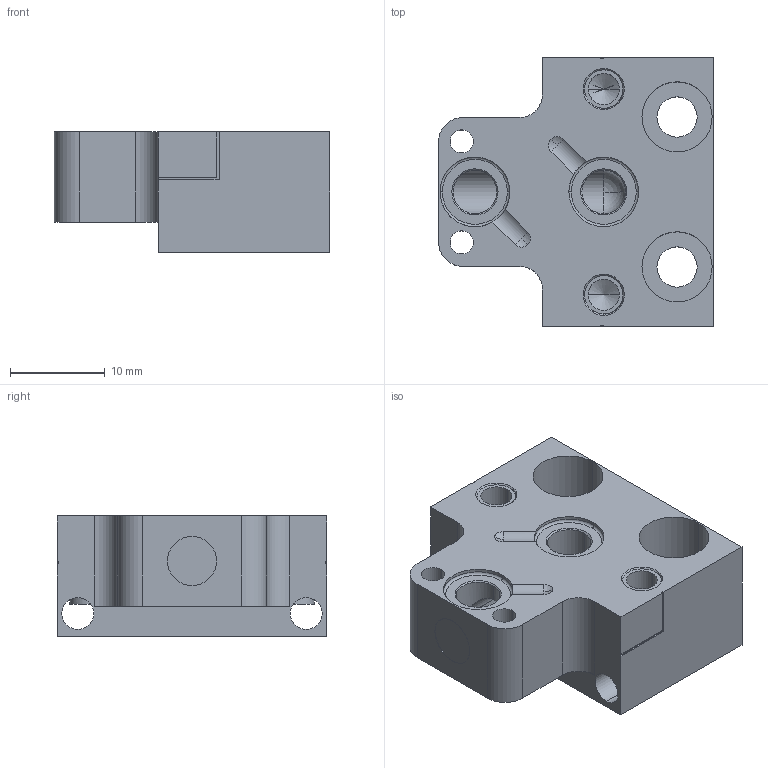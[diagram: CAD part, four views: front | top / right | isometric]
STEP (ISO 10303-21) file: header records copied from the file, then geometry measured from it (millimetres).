
FILE_DESCRIPTION (( 'STEP AP214' ), '1' );
FILE_NAME ('101000092558.STEP', '2025-11-04T07:17:48', ( 'Microsoft' ), ( 'Microsoft' ), 'SwSTEP 2.0', 'SolidWorks 2025', '' );
FILE_SCHEMA (( 'AUTOMOTIVE_DESIGN' ));
Length unit declared in the file: millimetre
Products named in the file (1): 101000092558
Bounding box: 29.08 x 28.45 x 12.7 mm (x, y, z)
Volume: 6397.5 mm3; surface area: 4368.8 mm2
Topology: 1 solids, 1 shells, 187 faces, 497 edges, 315 vertices
Faces by surface type: cylinder 111, plane 38, cone 20, bspline 8, sphere 6, torus 4
Entity records: 9459 total; most frequent: CARTESIAN_POINT 5162, ORIENTED_EDGE 974, DIRECTION 830, EDGE_CURVE 487, VERTEX_POINT 315, AXIS2_PLACEMENT_3D 315, EDGE_LOOP 214, LINE 200
